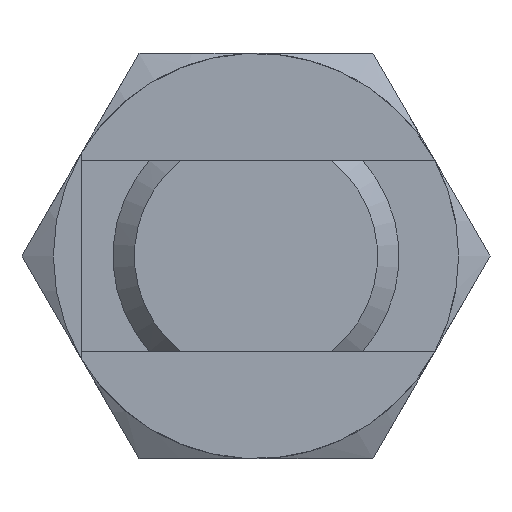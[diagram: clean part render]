
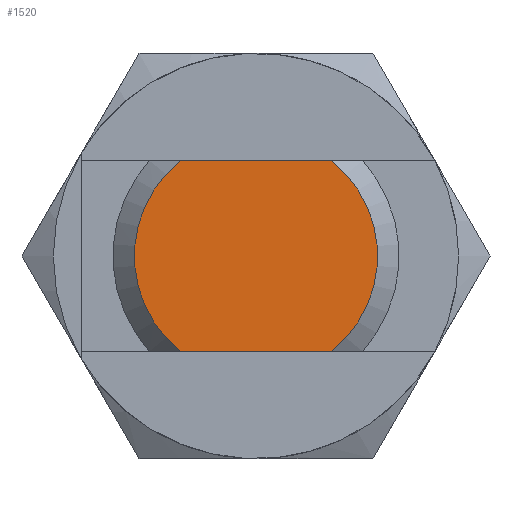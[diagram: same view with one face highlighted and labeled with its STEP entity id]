
A CAD part, front view. The second image highlights one B-rep face of the part: STEP entity #1520.
In plain terms, the highlighted planar face has unit normal (0, -1, 0).
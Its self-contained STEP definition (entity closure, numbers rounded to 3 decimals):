
#34=LINE('',#2379,#72);
#39=LINE('',#2387,#77);
#72=VECTOR('',#1960,1000.);
#77=VECTOR('',#1967,1000.);
#217=PLANE('',#1680);
#406=ORIENTED_EDGE('',*,*,#653,.F.);
#407=ORIENTED_EDGE('',*,*,#659,.T.);
#408=ORIENTED_EDGE('',*,*,#649,.F.);
#409=ORIENTED_EDGE('',*,*,#654,.T.);
#649=EDGE_CURVE('',#789,#790,#876,.T.);
#653=EDGE_CURVE('',#792,#791,#877,.T.);
#654=EDGE_CURVE('',#789,#791,#34,.T.);
#659=EDGE_CURVE('',#792,#790,#39,.T.);
#789=VERTEX_POINT('',#2362);
#790=VERTEX_POINT('',#2364);
#791=VERTEX_POINT('',#2372);
#792=VERTEX_POINT('',#2376);
#876=CIRCLE('',#1676,5.1);
#877=CIRCLE('',#1678,5.1);
#966=EDGE_LOOP('',(#406,#407,#408,#409));
#1090=FACE_BOUND('',#966,.T.);
#1520=ADVANCED_FACE('',(#1090),#217,.T.);
#1676=AXIS2_PLACEMENT_3D('',#2363,#1952,#1953);
#1678=AXIS2_PLACEMENT_3D('',#2377,#1956,#1957);
#1680=AXIS2_PLACEMENT_3D('',#2386,#1965,#1966);
#1952=DIRECTION('',(0.,1.,0.));
#1953=DIRECTION('',(-1.,0.,0.));
#1956=DIRECTION('',(0.,1.,0.));
#1957=DIRECTION('',(1.,0.,0.));
#1960=DIRECTION('',(1.,0.,0.));
#1965=DIRECTION('',(0.,-1.,0.));
#1966=DIRECTION('',(0.,0.,-1.));
#1967=DIRECTION('',(-1.,0.,0.));
#2362=CARTESIAN_POINT('',(-3.164,0.,-4.));
#2363=CARTESIAN_POINT('',(0.,0.,0.));
#2364=CARTESIAN_POINT('',(-3.164,0.,4.));
#2372=CARTESIAN_POINT('',(3.164,0.,-4.));
#2376=CARTESIAN_POINT('',(3.164,0.,4.));
#2377=CARTESIAN_POINT('',(0.,0.,0.));
#2379=CARTESIAN_POINT('',(-3.164,0.,-4.));
#2386=CARTESIAN_POINT('',(-3.,0.,0.));
#2387=CARTESIAN_POINT('',(3.164,0.,4.));
